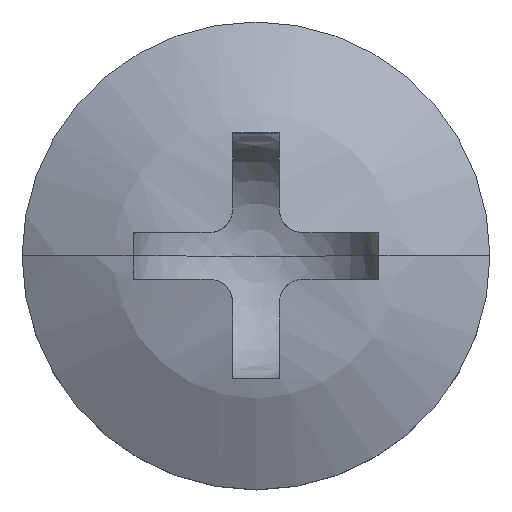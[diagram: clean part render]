
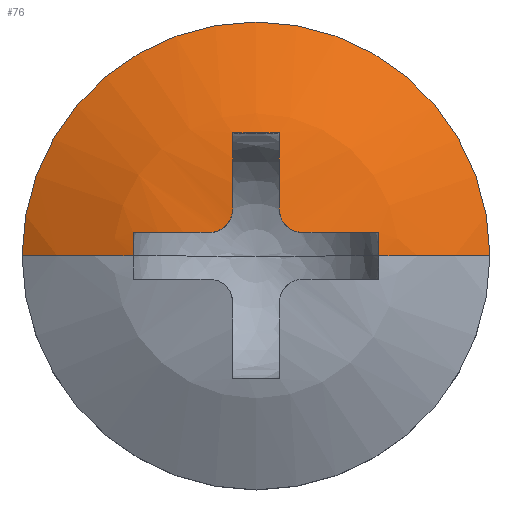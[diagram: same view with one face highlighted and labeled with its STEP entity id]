
A CAD part, top view. The second image highlights one B-rep face of the part: STEP entity #76.
In plain terms, the highlighted spherical face has radius 5.006 mm.
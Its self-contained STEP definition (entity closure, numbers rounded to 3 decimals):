
#76=ADVANCED_FACE('',(#106),#107,.T.);
#106=FACE_OUTER_BOUND('',#163,.T.);
#107=SPHERICAL_SURFACE('',#164,5.006);
#163=EDGE_LOOP('',(#225,#226,#227,#228,#229,#230,#231,#232,#233,#234,#235,#236));
#164=AXIS2_PLACEMENT_3D('',#237,#238,#239);
#225=ORIENTED_EDGE('',*,*,#450,.F.);
#226=ORIENTED_EDGE('',*,*,#449,.T.);
#227=ORIENTED_EDGE('',*,*,#451,.F.);
#228=ORIENTED_EDGE('',*,*,#452,.T.);
#229=ORIENTED_EDGE('',*,*,#453,.T.);
#230=ORIENTED_EDGE('',*,*,#454,.T.);
#231=ORIENTED_EDGE('',*,*,#455,.T.);
#232=ORIENTED_EDGE('',*,*,#456,.T.);
#233=ORIENTED_EDGE('',*,*,#457,.T.);
#234=ORIENTED_EDGE('',*,*,#458,.T.);
#235=ORIENTED_EDGE('',*,*,#459,.T.);
#236=ORIENTED_EDGE('',*,*,#460,.T.);
#237=CARTESIAN_POINT('',(0.0,0.0,-2.974));
#238=DIRECTION('',(0.0,0.0,1.0));
#239=DIRECTION('',(1.0,0.0,0.0));
#449=EDGE_CURVE('',#519,#523,#525,.T.);
#450=EDGE_CURVE('',#519,#526,#527,.T.);
#451=EDGE_CURVE('',#528,#523,#529,.T.);
#452=EDGE_CURVE('',#528,#530,#531,.T.);
#453=EDGE_CURVE('',#530,#532,#533,.T.);
#454=EDGE_CURVE('',#532,#534,#535,.T.);
#455=EDGE_CURVE('',#534,#536,#537,.T.);
#456=EDGE_CURVE('',#536,#538,#539,.T.);
#457=EDGE_CURVE('',#538,#540,#541,.T.);
#458=EDGE_CURVE('',#540,#542,#543,.T.);
#459=EDGE_CURVE('',#542,#544,#545,.T.);
#460=EDGE_CURVE('',#544,#526,#546,.T.);
#519=VERTEX_POINT('',#638);
#523=VERTEX_POINT('',#643);
#525=CIRCLE('',#646,2.781);
#526=VERTEX_POINT('',#647);
#527=CIRCLE('',#648,5.006);
#528=VERTEX_POINT('',#649);
#529=CIRCLE('',#650,5.006);
#530=VERTEX_POINT('',#651);
#531=CIRCLE('',#652,4.789);
#532=VERTEX_POINT('',#653);
#533=CIRCLE('',#654,4.999);
#534=VERTEX_POINT('',#655);
#535=B_SPLINE_CURVE_WITH_KNOTS('',3,(#656,#657,#658,#659,#660,#661,#662,#663,#664,#665),.UNSPECIFIED.,.F.,.F.,(4,2,2,2,4),(-0.42,-0.315,-0.21,-0.105,0.0),.UNSPECIFIED.);
#536=VERTEX_POINT('',#666);
#537=CIRCLE('',#667,4.999);
#538=VERTEX_POINT('',#668);
#539=CIRCLE('',#669,4.789);
#540=VERTEX_POINT('',#670);
#541=CIRCLE('',#671,4.999);
#542=VERTEX_POINT('',#672);
#543=B_SPLINE_CURVE_WITH_KNOTS('',3,(#673,#674,#675,#676,#677,#678,#679,#680,#681,#682),.UNSPECIFIED.,.F.,.F.,(4,2,2,2,4),(0.843,0.948,1.054,1.159,1.264),.UNSPECIFIED.);
#544=VERTEX_POINT('',#683);
#545=CIRCLE('',#684,4.999);
#546=CIRCLE('',#685,4.789);
#638=CARTESIAN_POINT('',(2.781,0.,1.188));
#643=CARTESIAN_POINT('',(-2.781,0.,1.188));
#646=AXIS2_PLACEMENT_3D('',#855,#856,#857);
#647=CARTESIAN_POINT('',(1.461,0.,1.814));
#648=AXIS2_PLACEMENT_3D('',#858,#859,#860);
#649=CARTESIAN_POINT('',(-1.461,0.,1.814));
#650=AXIS2_PLACEMENT_3D('',#861,#862,#863);
#651=CARTESIAN_POINT('',(-1.461,0.278,1.806));
#652=AXIS2_PLACEMENT_3D('',#864,#865,#866);
#653=CARTESIAN_POINT('',(-0.556,0.278,1.993));
#654=AXIS2_PLACEMENT_3D('',#867,#868,#869);
#655=CARTESIAN_POINT('',(-0.278,0.556,1.993));
#656=CARTESIAN_POINT('',(-0.556,0.278,1.993));
#657=CARTESIAN_POINT('',(-0.521,0.278,1.997));
#658=CARTESIAN_POINT('',(-0.484,0.285,2.001));
#659=CARTESIAN_POINT('',(-0.416,0.313,2.005));
#660=CARTESIAN_POINT('',(-0.384,0.335,2.006));
#661=CARTESIAN_POINT('',(-0.335,0.384,2.006));
#662=CARTESIAN_POINT('',(-0.313,0.416,2.005));
#663=CARTESIAN_POINT('',(-0.285,0.484,2.001));
#664=CARTESIAN_POINT('',(-0.278,0.521,1.997));
#665=CARTESIAN_POINT('',(-0.278,0.556,1.993));
#666=CARTESIAN_POINT('',(-0.278,1.461,1.806));
#667=AXIS2_PLACEMENT_3D('',#870,#871,#872);
#668=CARTESIAN_POINT('',(0.278,1.461,1.806));
#669=AXIS2_PLACEMENT_3D('',#873,#874,#875);
#670=CARTESIAN_POINT('',(0.278,0.556,1.993));
#671=AXIS2_PLACEMENT_3D('',#876,#877,#878);
#672=CARTESIAN_POINT('',(0.556,0.278,1.993));
#673=CARTESIAN_POINT('',(0.278,0.556,1.993));
#674=CARTESIAN_POINT('',(0.278,0.521,1.997));
#675=CARTESIAN_POINT('',(0.285,0.484,2.001));
#676=CARTESIAN_POINT('',(0.313,0.416,2.005));
#677=CARTESIAN_POINT('',(0.335,0.384,2.006));
#678=CARTESIAN_POINT('',(0.384,0.335,2.006));
#679=CARTESIAN_POINT('',(0.416,0.313,2.005));
#680=CARTESIAN_POINT('',(0.484,0.285,2.001));
#681=CARTESIAN_POINT('',(0.521,0.278,1.997));
#682=CARTESIAN_POINT('',(0.556,0.278,1.993));
#683=CARTESIAN_POINT('',(1.461,0.278,1.806));
#684=AXIS2_PLACEMENT_3D('',#879,#880,#881);
#685=AXIS2_PLACEMENT_3D('',#882,#883,#884);
#855=CARTESIAN_POINT('',(0.0,0.0,1.188));
#856=DIRECTION('',(0.0,0.0,1.0));
#857=DIRECTION('',(1.0,0.0,0.0));
#858=CARTESIAN_POINT('',(0.0,0.0,-2.974));
#859=DIRECTION('',(0.,-1.0,0.0));
#860=DIRECTION('',(0.0,0.0,1.0));
#861=CARTESIAN_POINT('',(0.0,0.0,-2.974));
#862=DIRECTION('',(0.,-1.0,0.0));
#863=DIRECTION('',(0.0,0.0,1.0));
#864=CARTESIAN_POINT('',(-1.461,0.,-2.974));
#865=DIRECTION('',(-1.0,0.,-0.0));
#866=DIRECTION('',(0.0,0.0,-1.0));
#867=CARTESIAN_POINT('',(0.,0.278,-2.974));
#868=DIRECTION('',(0.,1.0,0.0));
#869=DIRECTION('',(0.0,0.0,-1.0));
#870=CARTESIAN_POINT('',(-0.278,0.0,-2.974));
#871=DIRECTION('',(-1.0,0.0,0.0));
#872=DIRECTION('',(0.0,0.0,-1.0));
#873=CARTESIAN_POINT('',(0.0,1.461,-2.974));
#874=DIRECTION('',(0.0,1.0,0.0));
#875=DIRECTION('',(0.0,0.0,-1.0));
#876=CARTESIAN_POINT('',(0.278,0.0,-2.974));
#877=DIRECTION('',(1.0,0.0,-0.0));
#878=DIRECTION('',(0.0,0.0,1.0));
#879=CARTESIAN_POINT('',(0.,0.278,-2.974));
#880=DIRECTION('',(0.,1.0,0.0));
#881=DIRECTION('',(0.0,0.0,-1.0));
#882=CARTESIAN_POINT('',(1.461,0.0,-2.974));
#883=DIRECTION('',(1.0,0.0,-0.0));
#884=DIRECTION('',(0.0,0.0,1.0));
